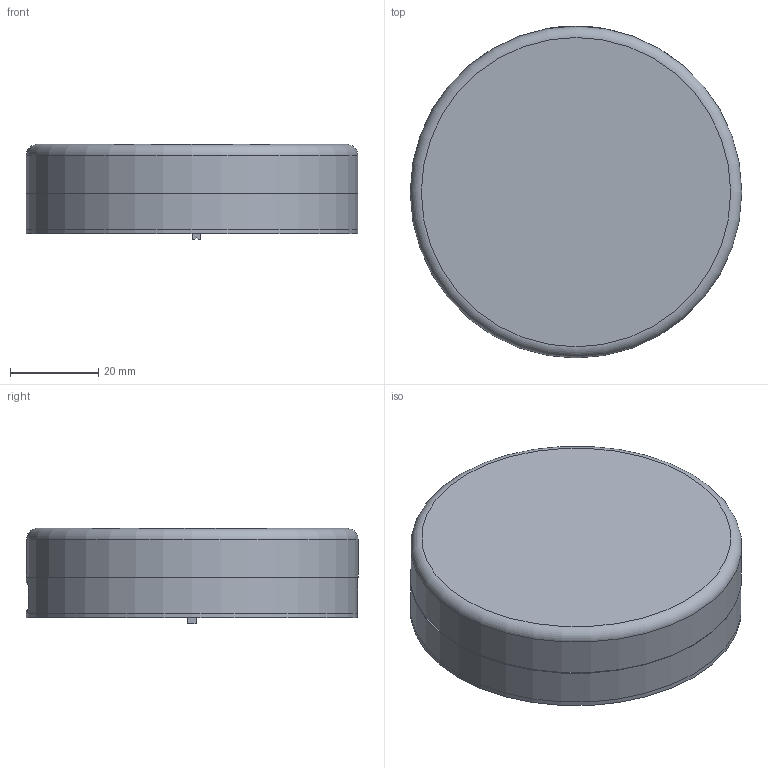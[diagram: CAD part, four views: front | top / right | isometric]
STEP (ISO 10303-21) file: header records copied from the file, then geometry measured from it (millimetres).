
FILE_DESCRIPTION(/* description */ (''),/* implementation_level */ '2;1');
FILE_NAME(/* name */ 'scroll dial.step',/* time_stamp */ '2025-11-29T19:48:41Z',/* author */ (''),/* organization */ (''),/* preprocessor_version */ 'ST-DEVELOPER v20.1',/* originating_system */ 'Autodesk Translation Framework v14.21.0.0',/* authorisation */ '');
FILE_SCHEMA (('AUTOMOTIVE_DESIGN { 1 0 10303 214 3 1 1 }'));
Products named in the file (45): scroll dial; xiao board 1; SW_Slide_SPDT_Straight_CK_OS102011MS2Q; XIAO-nRF52840 v15; USB TYPE C PORT; USB TYPE C PORT (1); BOSS-EXTRUDE14_8_; BOSS-EXTRUDE7_4_; BOSS-EXTRUDE7_3_; BOSS-EXTRUDE14_4_; BOSS-EXTRUDE14_2_; BOSS-EXTRUDE14_11_; BOSS-EXTRUDE7_7_; BOSS-EXTRUDE14_9_; BOSS-EXTRUDE14_3_; BOSS-EXTRUDE14_7_; MIRROR2; BOSS-EXTRUDE14_5_; BOSS-EXTRUDE14_12_; BOSS-EXTRUDE7_8_; BOSS-EXTRUDE7_1_; BOSS-EXTRUDE14_10_; BOSS-EXTRUDE7_9_; BOSS-EXTRUDE14_6_; CHAMFER9; BOSS-EXTRUDE14_1_; BOSS-EXTRUDE7_6_; BOSS-EXTRUDE7_2_; CUT-EXTRUDE5; BOSS-EXTRUDE7_5_; Shield; SKTAAAE010 v1; Body; Pins; PCB (1); ANT1; Silkscreen; CAP; CAP 3; LED ...
Assembly tree (45 placements, depth 6):
  scroll dial
    xiao board 1
      SW_Slide_SPDT_Straight_CK_OS102011MS2Q
      XIAO-nRF52840 v15
        USB TYPE C PORT
          USB TYPE C PORT (1)
            BOSS-EXTRUDE14_8_
            BOSS-EXTRUDE7_4_
            BOSS-EXTRUDE7_3_
            BOSS-EXTRUDE14_4_
            BOSS-EXTRUDE14_2_
            BOSS-EXTRUDE14_11_
            BOSS-EXTRUDE7_7_
            BOSS-EXTRUDE14_9_
            BOSS-EXTRUDE14_3_
            BOSS-EXTRUDE14_7_
            MIRROR2
            BOSS-EXTRUDE14_5_
            BOSS-EXTRUDE14_12_
            BOSS-EXTRUDE7_8_
            BOSS-EXTRUDE7_1_
            BOSS-EXTRUDE14_10_
            BOSS-EXTRUDE7_9_
            BOSS-EXTRUDE14_6_
            CHAMFER9
            BOSS-EXTRUDE14_1_
            BOSS-EXTRUDE7_6_
            BOSS-EXTRUDE7_2_
            CUT-EXTRUDE5
            BOSS-EXTRUDE7_5_
        Shield
        SKTAAAE010 v1
          Body
          Pins
        PCB (1)
          CAP  x2
          ANT1
          Silkscreen
          CAP 3
          LED
          USR
          COMPOUND
        MSM261D3526H1CPM
          COMPOUND_1
      scroll dial_PCB
Bounding box: 75 x 75.11 x 21.54 mm (x, y, z)
Volume: 62209.3 mm3; surface area: 46317.3 mm2
Topology: 96 solids, 100 shells, 2148 faces, 5334 edges, 3461 vertices
Faces by surface type: plane 1764, cylinder 339, torus 19, sphere 14, cone 6, bspline 6
Full cylindrical faces by diameter (mm): 0.3 x2, 0.5 x2, 0.525 x2, 0.6 x2, 0.75 x14, 0.8 x8, 1 x6, 1.5 x2, 1.524 x4, 2 x4, 2.1 x6, 2.2 x6, 2.4 x2, 4 x8, 8 x1, 49.5 x1, 50 x1, 65 x2, 65.5 x1, 75 x3
Entity records: 64114 total; most frequent: CARTESIAN_POINT 11271, ORIENTED_EDGE 10460, DIRECTION 10332, EDGE_CURVE 5230, LINE 4492, VECTOR 4492, VERTEX_POINT 3397, AXIS2_PLACEMENT_3D 2920
